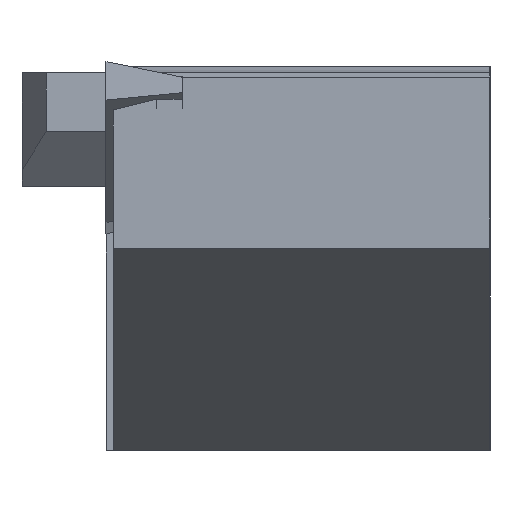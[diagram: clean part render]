
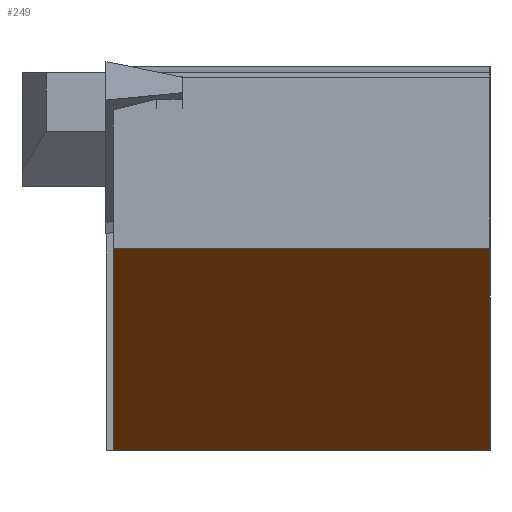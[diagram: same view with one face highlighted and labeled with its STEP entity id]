
A CAD part, left-side view. The second image highlights one B-rep face of the part: STEP entity #249.
In plain terms, the highlighted planar face has unit normal (-0.616, 0, -0.788).
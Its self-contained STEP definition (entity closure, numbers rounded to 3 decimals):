
#90 = ORIENTED_EDGE ( 'NONE', *, *, #1888, .T. ) ;
#213 = EDGE_CURVE ( 'NONE', #995, #342, #1113, .T. ) ;
#249 = ADVANCED_FACE ( 'NONE', ( #691 ), #1133, .F. ) ;
#275 = DIRECTION ( 'NONE',  ( 0.788, 0., -0.616 ) ) ;
#342 = VERTEX_POINT ( 'NONE', #1707 ) ;
#343 = EDGE_CURVE ( 'NONE', #1616, #342, #473, .T. ) ;
#441 = VECTOR ( 'NONE', #1603, 1000. ) ;
#473 = LINE ( 'NONE', #1136, #789 ) ;
#487 = ORIENTED_EDGE ( 'NONE', *, *, #213, .F. ) ;
#563 = CARTESIAN_POINT ( 'NONE',  ( 11.54, -0.3, -16. ) ) ;
#575 = EDGE_CURVE ( 'NONE', #1064, #995, #1330, .T. ) ;
#642 = ORIENTED_EDGE ( 'NONE', *, *, #575, .F. ) ;
#660 = DIRECTION ( 'NONE',  ( 0., -1., 0. ) ) ;
#691 = FACE_OUTER_BOUND ( 'NONE', #736, .T. ) ;
#736 = EDGE_LOOP ( 'NONE', ( #642, #90, #959, #487 ) ) ;
#789 = VECTOR ( 'NONE', #1826, 1000. ) ;
#797 = CARTESIAN_POINT ( 'NONE',  ( 0.754, 161.413, -7.573 ) ) ;
#818 = CARTESIAN_POINT ( 'NONE',  ( 11.54, -16., -16. ) ) ;
#941 = CARTESIAN_POINT ( 'NONE',  ( 16.66, 161.413, -20. ) ) ;
#951 = DIRECTION ( 'NONE',  ( 0.616, 0., 0.788 ) ) ;
#959 = ORIENTED_EDGE ( 'NONE', *, *, #343, .T. ) ;
#995 = VERTEX_POINT ( 'NONE', #1211 ) ;
#1042 = VECTOR ( 'NONE', #660, 1000. ) ;
#1061 = CARTESIAN_POINT ( 'NONE',  ( 16.66, -0.3, -20. ) ) ;
#1064 = VERTEX_POINT ( 'NONE', #563 ) ;
#1113 = LINE ( 'NONE', #797, #1042 ) ;
#1133 = PLANE ( 'NONE',  #1604 ) ;
#1136 = CARTESIAN_POINT ( 'NONE',  ( -3.388, -16., -4.337 ) ) ;
#1174 = CARTESIAN_POINT ( 'NONE',  ( 11.54, -16., -16. ) ) ;
#1211 = CARTESIAN_POINT ( 'NONE',  ( 0.754, -0.3, -7.573 ) ) ;
#1330 = LINE ( 'NONE', #1061, #1761 ) ;
#1603 = DIRECTION ( 'NONE',  ( 0., -1., 0. ) ) ;
#1604 = AXIS2_PLACEMENT_3D ( 'NONE', #941, #951, #275 ) ;
#1616 = VERTEX_POINT ( 'NONE', #1174 ) ;
#1672 = DIRECTION ( 'NONE',  ( -0.788, 0., 0.616 ) ) ;
#1707 = CARTESIAN_POINT ( 'NONE',  ( 0.754, -16., -7.573 ) ) ;
#1761 = VECTOR ( 'NONE', #1672, 1000. ) ;
#1826 = DIRECTION ( 'NONE',  ( -0.788, 0., 0.616 ) ) ;
#1888 = EDGE_CURVE ( 'NONE', #1064, #1616, #2018, .T. ) ;
#2018 = LINE ( 'NONE', #818, #441 ) ;
